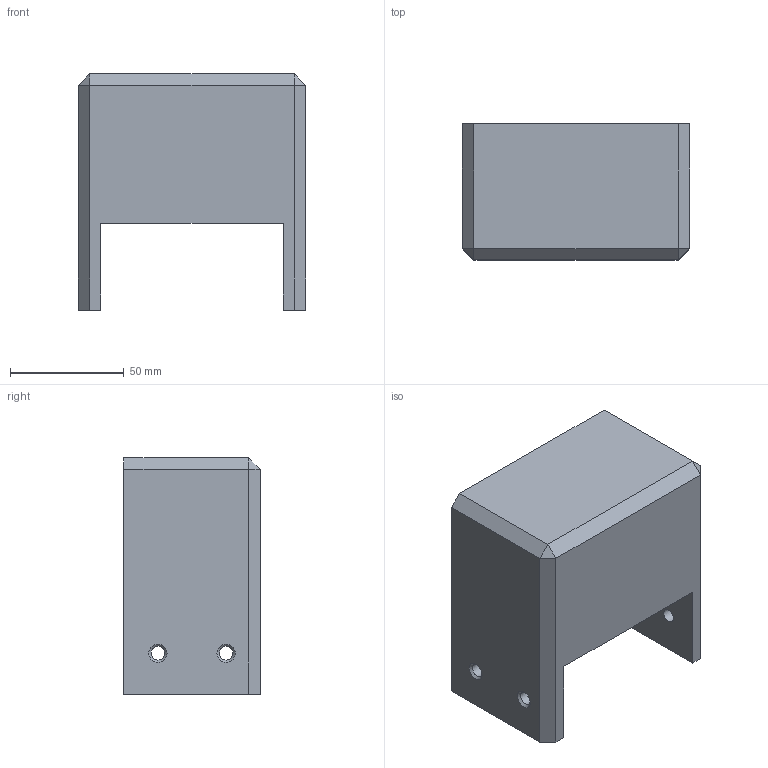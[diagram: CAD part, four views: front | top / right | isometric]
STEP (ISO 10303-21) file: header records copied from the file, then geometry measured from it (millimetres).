
FILE_DESCRIPTION(('FreeCAD Model'),'2;1');
FILE_NAME('Open CASCADE Shape Model','2021-08-11T19:11:15',('Author'),( ''),'Open CASCADE STEP processor 7.5','FreeCAD','Unknown');
FILE_SCHEMA(('AUTOMOTIVE_DESIGN { 1 0 10303 214 1 1 1 1 }'));
Length unit declared in the file: millimetre
Products named in the file (1): DrillHolder
Bounding box: 100 x 60 x 104 mm (x, y, z)
Volume: 245177.5 mm3; surface area: 54733.8 mm2
Topology: 1 solids, 1 shells, 58 faces, 131 edges, 76 vertices
Faces by surface type: plane 25, cylinder 21, sphere 8, cone 4
Full cylindrical faces by diameter (mm): 6 x4
Entity records: 3448 total; most frequent: CARTESIAN_POINT 767, DIRECTION 497, LINE 270, VECTOR 270, ORIENTED_EDGE 262, PCURVE 262, DEFINITIONAL_REPRESENTATION 262, EDGE_CURVE 131
